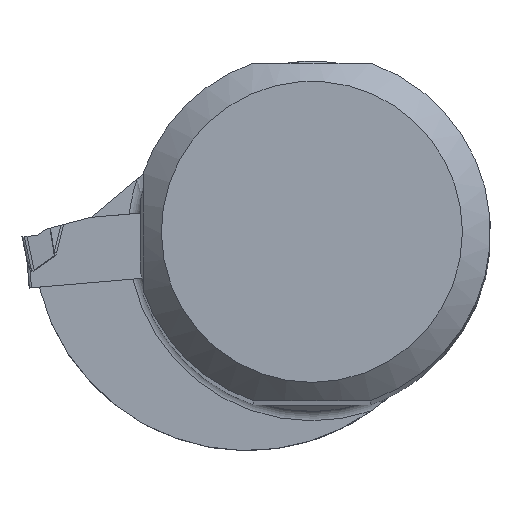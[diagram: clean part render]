
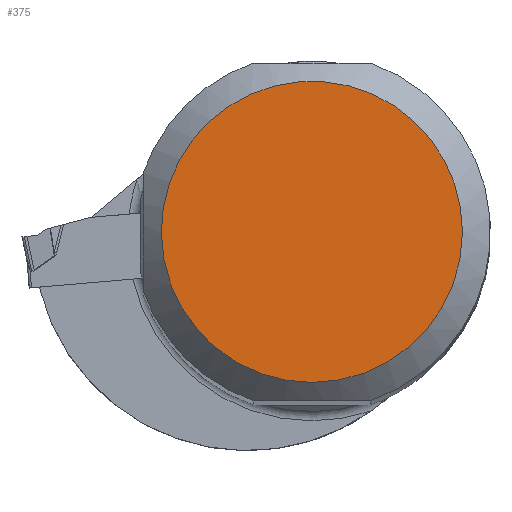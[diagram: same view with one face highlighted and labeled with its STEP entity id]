
A CAD part, top view. The second image highlights one B-rep face of the part: STEP entity #375.
In plain terms, the highlighted planar face has unit normal (0, 0, 1).
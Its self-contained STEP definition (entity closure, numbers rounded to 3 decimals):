
#237=FACE_OUTER_BOUND('',#979,.T.);
#375=ADVANCED_FACE('TB_BL_N10_SU6',(#237),#502,.T.);
#502=PLANE('',#2623);
#979=EDGE_LOOP('',(#1276));
#1276=ORIENTED_EDGE('',*,*,#2170,.T.);
#1909=VERTEX_POINT('',#3796);
#2170=EDGE_CURVE('',#1909,#1909,#2445,.T.);
#2445=CIRCLE('',#2619,13.375);
#2619=AXIS2_PLACEMENT_3D('',#3795,#2970,#2971);
#2623=AXIS2_PLACEMENT_3D('',#3882,#2978,#2979);
#2970=DIRECTION('',(0.,0.,1.));
#2971=DIRECTION('',(1.,0.,0.));
#2978=DIRECTION('',(0.,0.,1.));
#2979=DIRECTION('',(1.,0.,0.));
#3795=CARTESIAN_POINT('',(0.,0.,0.));
#3796=CARTESIAN_POINT('',(13.375,0.,0.));
#3882=CARTESIAN_POINT('',(0.,0.,0.));
